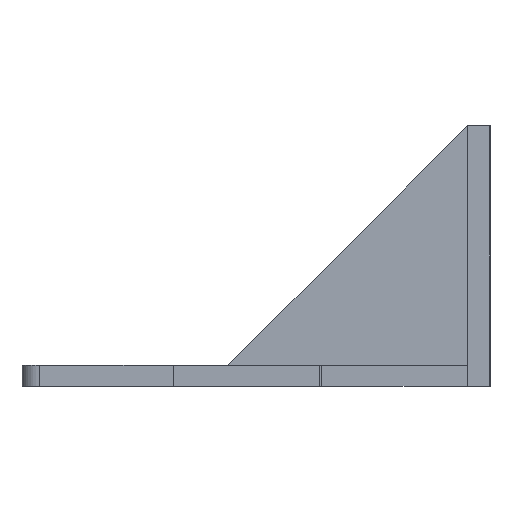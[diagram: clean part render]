
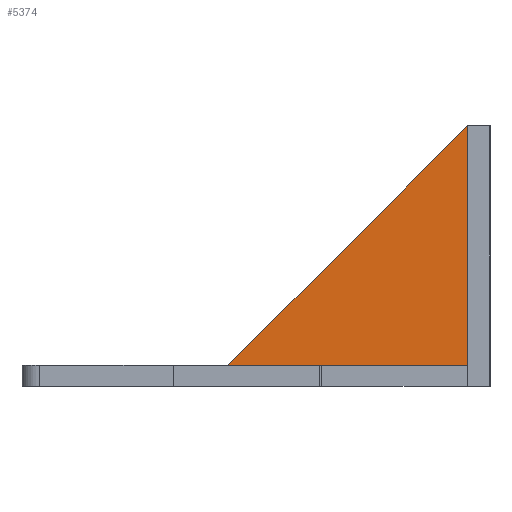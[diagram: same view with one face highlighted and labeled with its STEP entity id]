
A CAD part, left-side view. The second image highlights one B-rep face of the part: STEP entity #5374.
In plain terms, the highlighted planar face has unit normal (-1, 0, 0).
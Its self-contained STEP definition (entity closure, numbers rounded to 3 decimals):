
#5267=CARTESIAN_POINT('',(190.9,265.5,4.5));
#5268=VERTEX_POINT('',#5267);
#5283=CARTESIAN_POINT('',(190.9,265.5,73.341));
#5284=VERTEX_POINT('',#5283);
#5291=CARTESIAN_POINT('',(190.9,265.5,4.5));
#5292=DIRECTION('',(0.,0.,1.));
#5293=VECTOR('',#5292,68.841);
#5294=LINE('',#5291,#5293);
#5295=EDGE_CURVE('',#5268,#5284,#5294,.T.);
#5305=CARTESIAN_POINT('',(190.9,334.341,4.5));
#5306=VERTEX_POINT('',#5305);
#5307=CARTESIAN_POINT('',(190.9,265.5,73.341));
#5308=DIRECTION('',(0.,0.707,-0.707));
#5309=VECTOR('',#5308,97.355);
#5310=LINE('',#5307,#5309);
#5311=EDGE_CURVE('',#5284,#5306,#5310,.T.);
#5343=CARTESIAN_POINT('',(190.9,334.341,4.5));
#5344=DIRECTION('',(0.,-1.,0.));
#5345=VECTOR('',#5344,68.841);
#5346=LINE('',#5343,#5345);
#5347=EDGE_CURVE('',#5306,#5268,#5346,.T.);
#5364=CARTESIAN_POINT('',(190.9,242.5,0.));
#5365=DIRECTION('',(-1.,0.,0.));
#5366=DIRECTION('',(0.,-1.,0.));
#5367=AXIS2_PLACEMENT_3D('',#5364,#5365,#5366);
#5368=PLANE('',#5367);
#5369=ORIENTED_EDGE('',*,*,#5347,.T.);
#5370=ORIENTED_EDGE('',*,*,#5295,.T.);
#5371=ORIENTED_EDGE('',*,*,#5311,.T.);
#5372=EDGE_LOOP('',(#5369,#5370,#5371));
#5373=FACE_BOUND('',#5372,.T.);
#5374=ADVANCED_FACE('',(#5373),#5368,.T.);
